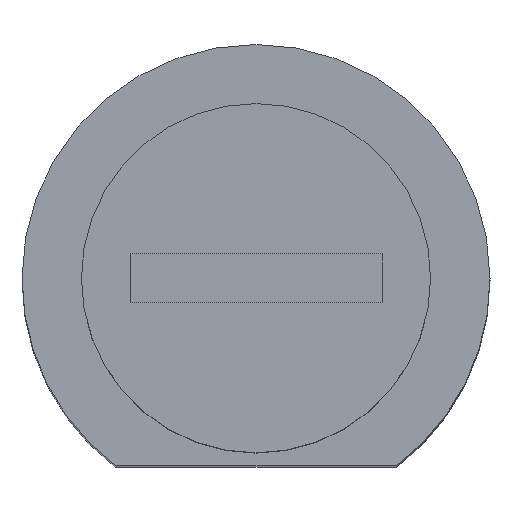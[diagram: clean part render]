
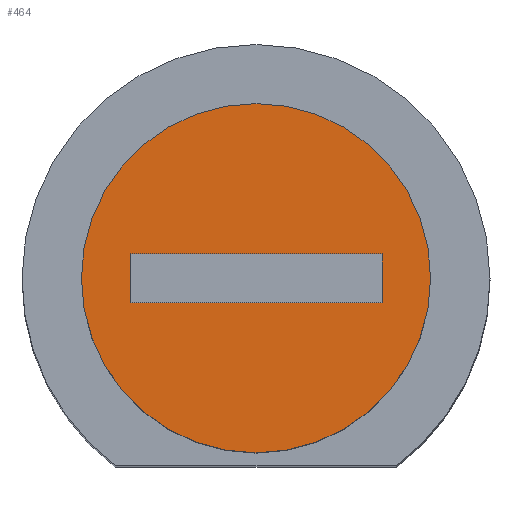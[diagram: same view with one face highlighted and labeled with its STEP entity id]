
A CAD part, top view. The second image highlights one B-rep face of the part: STEP entity #464.
In plain terms, the highlighted planar face has unit normal (0, 0, 1).
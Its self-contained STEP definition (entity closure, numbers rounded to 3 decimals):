
#5 = VECTOR ( 'NONE', #669, 1000. ) ;
#17 = DIRECTION ( 'NONE',  ( 0., -1., 0. ) ) ;
#46 = FACE_OUTER_BOUND ( 'NONE', #793, .T. ) ;
#53 = DIRECTION ( 'NONE',  ( -1., 0., 0. ) ) ;
#64 = EDGE_CURVE ( 'NONE', #688, #817, #325, .T. ) ;
#69 = CARTESIAN_POINT ( 'NONE',  ( 0., 0.242, 33. ) ) ;
#80 = ORIENTED_EDGE ( 'NONE', *, *, #395, .F. ) ;
#81 = CARTESIAN_POINT ( 'NONE',  ( 0., 0.917, 33. ) ) ;
#92 = CARTESIAN_POINT ( 'NONE',  ( -4.85, 0.242, 33. ) ) ;
#95 = LINE ( 'NONE', #81, #5 ) ;
#104 = CARTESIAN_POINT ( 'NONE',  ( 3.5, 0.917, 33. ) ) ;
#110 = ORIENTED_EDGE ( 'NONE', *, *, #213, .F. ) ;
#125 = DIRECTION ( 'NONE',  ( 0., 0., -1. ) ) ;
#144 = VERTEX_POINT ( 'NONE', #104 ) ;
#163 = DIRECTION ( 'NONE',  ( 0., 1., 0. ) ) ;
#205 = CIRCLE ( 'NONE', #698, 4.85 ) ;
#209 = ORIENTED_EDGE ( 'NONE', *, *, #534, .F. ) ;
#212 = DIRECTION ( 'NONE',  ( 1., 0., 0. ) ) ;
#213 = EDGE_CURVE ( 'NONE', #796, #144, #500, .T. ) ;
#218 = LINE ( 'NONE', #274, #728 ) ;
#222 = CARTESIAN_POINT ( 'NONE',  ( 3.5, -0.433, 33. ) ) ;
#223 = FACE_BOUND ( 'NONE', #511, .T. ) ;
#273 = CARTESIAN_POINT ( 'NONE',  ( -3.5, 0.917, 33. ) ) ;
#274 = CARTESIAN_POINT ( 'NONE',  ( 0., -0.433, 33. ) ) ;
#279 = VERTEX_POINT ( 'NONE', #523 ) ;
#325 = CIRCLE ( 'NONE', #837, 4.85 ) ;
#336 = LINE ( 'NONE', #603, #559 ) ;
#338 = ORIENTED_EDGE ( 'NONE', *, *, #64, .F. ) ;
#342 = EDGE_CURVE ( 'NONE', #279, #796, #218, .T. ) ;
#395 = EDGE_CURVE ( 'NONE', #144, #737, #95, .T. ) ;
#441 = DIRECTION ( 'NONE',  ( 1., 0., 0. ) ) ;
#464 = ADVANCED_FACE ( 'NONE', ( #46, #223 ), #631, .F. ) ;
#483 = AXIS2_PLACEMENT_3D ( 'NONE', #761, #750, #53 ) ;
#500 = LINE ( 'NONE', #507, #684 ) ;
#507 = CARTESIAN_POINT ( 'NONE',  ( 3.5, 0.242, 33. ) ) ;
#511 = EDGE_LOOP ( 'NONE', ( #548, #651, #80, #110 ) ) ;
#520 = DIRECTION ( 'NONE',  ( 1., 0., 0. ) ) ;
#523 = CARTESIAN_POINT ( 'NONE',  ( -3.5, -0.433, 33. ) ) ;
#534 = EDGE_CURVE ( 'NONE', #817, #688, #205, .T. ) ;
#548 = ORIENTED_EDGE ( 'NONE', *, *, #342, .F. ) ;
#559 = VECTOR ( 'NONE', #17, 1000. ) ;
#603 = CARTESIAN_POINT ( 'NONE',  ( -3.5, 0.242, 33. ) ) ;
#631 = PLANE ( 'NONE',  #483 ) ;
#636 = CARTESIAN_POINT ( 'NONE',  ( 0., 0.242, 33. ) ) ;
#651 = ORIENTED_EDGE ( 'NONE', *, *, #736, .F. ) ;
#669 = DIRECTION ( 'NONE',  ( -1., 0., 0. ) ) ;
#684 = VECTOR ( 'NONE', #163, 1000. ) ;
#688 = VERTEX_POINT ( 'NONE', #92 ) ;
#698 = AXIS2_PLACEMENT_3D ( 'NONE', #636, #787, #441 ) ;
#724 = CARTESIAN_POINT ( 'NONE',  ( 4.85, 0.242, 33. ) ) ;
#728 = VECTOR ( 'NONE', #212, 1000. ) ;
#736 = EDGE_CURVE ( 'NONE', #737, #279, #336, .T. ) ;
#737 = VERTEX_POINT ( 'NONE', #273 ) ;
#750 = DIRECTION ( 'NONE',  ( 0., 0., -1. ) ) ;
#761 = CARTESIAN_POINT ( 'NONE',  ( 0., 0.242, 33. ) ) ;
#787 = DIRECTION ( 'NONE',  ( 0., 0., -1. ) ) ;
#793 = EDGE_LOOP ( 'NONE', ( #209, #338 ) ) ;
#796 = VERTEX_POINT ( 'NONE', #222 ) ;
#817 = VERTEX_POINT ( 'NONE', #724 ) ;
#837 = AXIS2_PLACEMENT_3D ( 'NONE', #69, #125, #520 ) ;
